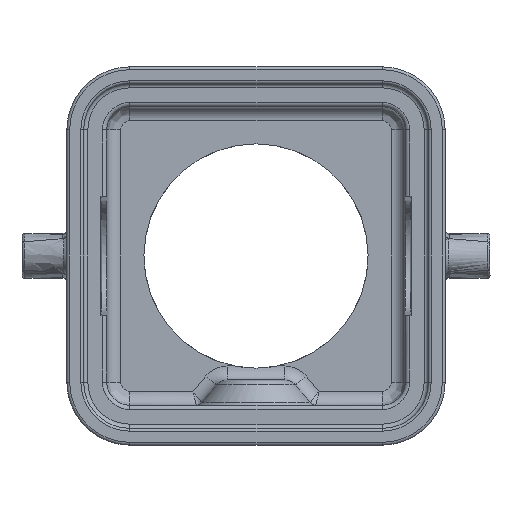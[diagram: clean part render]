
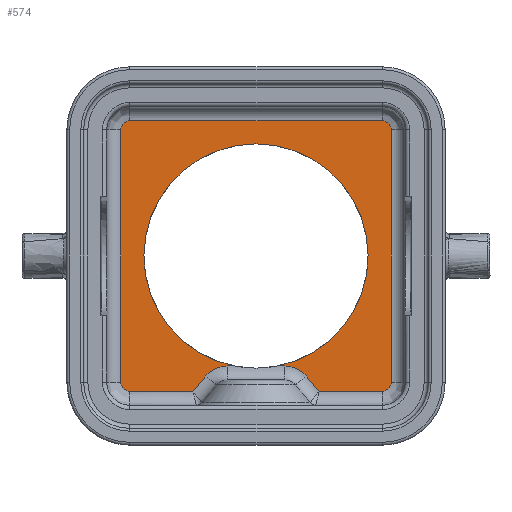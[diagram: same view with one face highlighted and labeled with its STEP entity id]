
A CAD part, front view. The second image highlights one B-rep face of the part: STEP entity #574.
In plain terms, the highlighted planar face has unit normal (0, -1, 0).
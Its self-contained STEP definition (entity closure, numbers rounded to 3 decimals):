
#191=PLANE('',#5460);
#574=ADVANCED_FACE('',(#975),#191,.T.);
#975=FACE_OUTER_BOUND('',#1306,.T.);
#1306=EDGE_LOOP('',(#2590,#2591,#2592,#2593,#2594,#2595,#2596,#2597,#2598,
#2599,#2600,#2601,#2602,#2603,#2604,#2605,#2606));
#1737=LINE('',#7925,#2126);
#1738=LINE('',#7929,#2127);
#1739=LINE('',#7931,#2128);
#1740=LINE('',#7935,#2129);
#1741=LINE('',#7939,#2130);
#1742=LINE('',#7943,#2131);
#1743=LINE('',#7947,#2132);
#1744=LINE('',#7949,#2133);
#1745=LINE('',#7953,#2134);
#2126=VECTOR('',#6001,1.);
#2127=VECTOR('',#6004,1.);
#2128=VECTOR('',#6005,1.);
#2129=VECTOR('',#6008,1.);
#2130=VECTOR('',#6011,1.);
#2131=VECTOR('',#6014,1.);
#2132=VECTOR('',#6017,1.);
#2133=VECTOR('',#6018,1.);
#2134=VECTOR('',#6021,1.);
#2590=ORIENTED_EDGE('',*,*,#4609,.F.);
#2591=ORIENTED_EDGE('',*,*,#4610,.T.);
#2592=ORIENTED_EDGE('',*,*,#4611,.F.);
#2593=ORIENTED_EDGE('',*,*,#4612,.T.);
#2594=ORIENTED_EDGE('',*,*,#4613,.T.);
#2595=ORIENTED_EDGE('',*,*,#4614,.T.);
#2596=ORIENTED_EDGE('',*,*,#4615,.T.);
#2597=ORIENTED_EDGE('',*,*,#4616,.T.);
#2598=ORIENTED_EDGE('',*,*,#4617,.T.);
#2599=ORIENTED_EDGE('',*,*,#4618,.T.);
#2600=ORIENTED_EDGE('',*,*,#4619,.T.);
#2601=ORIENTED_EDGE('',*,*,#4620,.T.);
#2602=ORIENTED_EDGE('',*,*,#4621,.T.);
#2603=ORIENTED_EDGE('',*,*,#4622,.T.);
#2604=ORIENTED_EDGE('',*,*,#4623,.F.);
#2605=ORIENTED_EDGE('',*,*,#4624,.T.);
#2606=ORIENTED_EDGE('',*,*,#4484,.F.);
#4003=VERTEX_POINT('',#7113);
#4006=VERTEX_POINT('',#7119);
#4126=VERTEX_POINT('',#7924);
#4127=VERTEX_POINT('',#7926);
#4128=VERTEX_POINT('',#7928);
#4129=VERTEX_POINT('',#7930);
#4130=VERTEX_POINT('',#7932);
#4131=VERTEX_POINT('',#7934);
#4132=VERTEX_POINT('',#7936);
#4133=VERTEX_POINT('',#7938);
#4134=VERTEX_POINT('',#7940);
#4135=VERTEX_POINT('',#7942);
#4136=VERTEX_POINT('',#7944);
#4137=VERTEX_POINT('',#7946);
#4138=VERTEX_POINT('',#7948);
#4139=VERTEX_POINT('',#7950);
#4140=VERTEX_POINT('',#7952);
#4484=EDGE_CURVE('',#4006,#4003,#5248,.T.);
#4609=EDGE_CURVE('',#4126,#4006,#5257,.T.);
#4610=EDGE_CURVE('',#4126,#4127,#1737,.T.);
#4611=EDGE_CURVE('',#4128,#4127,#5258,.T.);
#4612=EDGE_CURVE('',#4128,#4129,#1738,.T.);
#4613=EDGE_CURVE('',#4129,#4130,#1739,.T.);
#4614=EDGE_CURVE('',#4130,#4131,#5259,.T.);
#4615=EDGE_CURVE('',#4131,#4132,#1740,.T.);
#4616=EDGE_CURVE('',#4132,#4133,#5260,.T.);
#4617=EDGE_CURVE('',#4133,#4134,#1741,.T.);
#4618=EDGE_CURVE('',#4134,#4135,#5261,.T.);
#4619=EDGE_CURVE('',#4135,#4136,#1742,.T.);
#4620=EDGE_CURVE('',#4136,#4137,#5262,.T.);
#4621=EDGE_CURVE('',#4137,#4138,#1743,.T.);
#4622=EDGE_CURVE('',#4138,#4139,#1744,.T.);
#4623=EDGE_CURVE('',#4140,#4139,#5263,.T.);
#4624=EDGE_CURVE('',#4140,#4003,#1745,.T.);
#5248=CIRCLE('',#5436,8.);
#5257=CIRCLE('',#5453,8.);
#5258=CIRCLE('',#5454,2.);
#5259=CIRCLE('',#5455,0.65);
#5260=CIRCLE('',#5456,0.65);
#5261=CIRCLE('',#5457,0.65);
#5262=CIRCLE('',#5458,0.65);
#5263=CIRCLE('',#5459,2.);
#5436=AXIS2_PLACEMENT_3D('',#7120,#5888,#5889);
#5453=AXIS2_PLACEMENT_3D('',#7923,#5999,#6000);
#5454=AXIS2_PLACEMENT_3D('',#7927,#6002,#6003);
#5455=AXIS2_PLACEMENT_3D('',#7933,#6006,#6007);
#5456=AXIS2_PLACEMENT_3D('',#7937,#6009,#6010);
#5457=AXIS2_PLACEMENT_3D('',#7941,#6012,#6013);
#5458=AXIS2_PLACEMENT_3D('',#7945,#6015,#6016);
#5459=AXIS2_PLACEMENT_3D('',#7951,#6019,#6020);
#5460=AXIS2_PLACEMENT_3D('',#7954,#6022,#6023);
#5888=DIRECTION('',(0.,-1.,0.));
#5889=DIRECTION('',(0.,0.,-1.));
#5999=DIRECTION('',(0.,-1.,0.));
#6000=DIRECTION('',(0.,0.,-1.));
#6001=DIRECTION('',(1.,0.,0.));
#6002=DIRECTION('',(0.,-1.,0.));
#6003=DIRECTION('',(0.,0.,-1.));
#6004=DIRECTION('',(0.643,0.,-0.766));
#6005=DIRECTION('',(1.,0.,0.));
#6006=DIRECTION('',(0.,-1.,0.));
#6007=DIRECTION('',(0.,0.,-1.));
#6008=DIRECTION('',(0.,0.,1.));
#6009=DIRECTION('',(0.,-1.,0.));
#6010=DIRECTION('',(0.,0.,-1.));
#6011=DIRECTION('',(-1.,0.,0.));
#6012=DIRECTION('',(0.,-1.,0.));
#6013=DIRECTION('',(0.,0.,-1.));
#6014=DIRECTION('',(0.,0.,-1.));
#6015=DIRECTION('',(0.,-1.,0.));
#6016=DIRECTION('',(0.,0.,-1.));
#6017=DIRECTION('',(1.,0.,0.));
#6018=DIRECTION('',(0.643,0.,0.766));
#6019=DIRECTION('',(0.,-1.,0.));
#6020=DIRECTION('',(0.,0.,-1.));
#6021=DIRECTION('',(1.,0.,0.));
#6022=DIRECTION('',(0.,-1.,0.));
#6023=DIRECTION('',(0.,0.,1.));
#7113=CARTESIAN_POINT('',(-1.547,46.3,-7.849));
#7119=CARTESIAN_POINT('',(0.,46.3,8.));
#7120=CARTESIAN_POINT('',(0.,46.3,0.));
#7923=CARTESIAN_POINT('',(0.,46.3,0.));
#7924=CARTESIAN_POINT('',(1.547,46.3,-7.849));
#7925=CARTESIAN_POINT('',(0.,46.3,-7.849));
#7926=CARTESIAN_POINT('',(2.057,46.3,-7.849));
#7927=CARTESIAN_POINT('',(2.057,46.3,-9.849));
#7928=CARTESIAN_POINT('',(3.589,46.3,-8.563));
#7929=CARTESIAN_POINT('',(-2.111,46.3,-1.771));
#7930=CARTESIAN_POINT('',(4.5,46.3,-9.65));
#7931=CARTESIAN_POINT('',(0.,46.3,-9.65));
#7932=CARTESIAN_POINT('',(9.,46.3,-9.65));
#7933=CARTESIAN_POINT('',(9.,46.3,-9.));
#7934=CARTESIAN_POINT('',(9.65,46.3,-9.));
#7935=CARTESIAN_POINT('',(9.65,46.3,0.));
#7936=CARTESIAN_POINT('',(9.65,46.3,9.));
#7937=CARTESIAN_POINT('',(9.,46.3,9.));
#7938=CARTESIAN_POINT('',(9.,46.3,9.65));
#7939=CARTESIAN_POINT('',(0.,46.3,9.65));
#7940=CARTESIAN_POINT('',(-9.,46.3,9.65));
#7941=CARTESIAN_POINT('',(-9.,46.3,9.));
#7942=CARTESIAN_POINT('',(-9.65,46.3,9.));
#7943=CARTESIAN_POINT('',(-9.65,46.3,0.));
#7944=CARTESIAN_POINT('',(-9.65,46.3,-9.));
#7945=CARTESIAN_POINT('',(-9.,46.3,-9.));
#7946=CARTESIAN_POINT('',(-9.,46.3,-9.65));
#7947=CARTESIAN_POINT('',(0.,46.3,-9.65));
#7948=CARTESIAN_POINT('',(-4.5,46.3,-9.65));
#7949=CARTESIAN_POINT('',(2.111,46.3,-1.771));
#7950=CARTESIAN_POINT('',(-3.589,46.3,-8.563));
#7951=CARTESIAN_POINT('',(-2.057,46.3,-9.849));
#7952=CARTESIAN_POINT('',(-2.057,46.3,-7.849));
#7953=CARTESIAN_POINT('',(0.,46.3,-7.849));
#7954=CARTESIAN_POINT('',(0.,46.3,0.));
